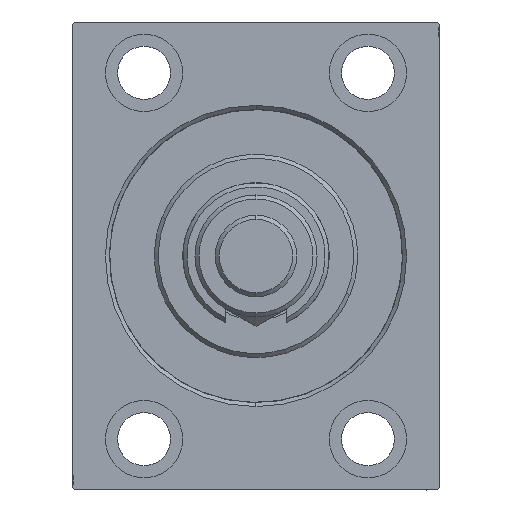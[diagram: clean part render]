
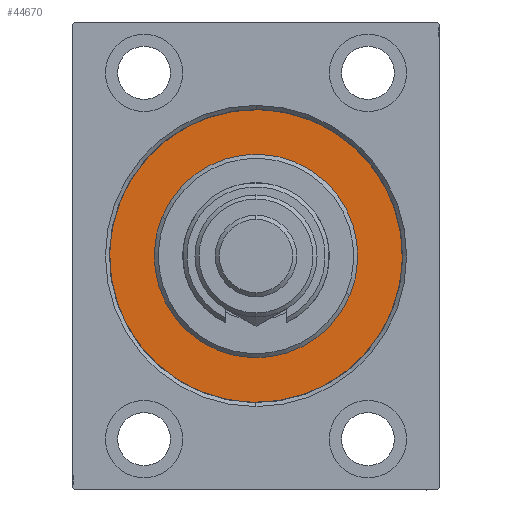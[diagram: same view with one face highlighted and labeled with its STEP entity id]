
A CAD part, left-side view. The second image highlights one B-rep face of the part: STEP entity #44670.
In plain terms, the highlighted face is planar.
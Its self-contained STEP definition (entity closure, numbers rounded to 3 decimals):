
#65 = VERTEX_POINT ( 'NONE', #2477 ) ;
#355 = DIRECTION ( 'NONE',  ( 0., 0., -1. ) ) ;
#2477 = CARTESIAN_POINT ( 'NONE',  ( 0., 0., 25. ) ) ;
#2532 = ORIENTED_EDGE ( 'NONE', *, *, #34115, .F. ) ;
#5514 = CARTESIAN_POINT ( 'NONE',  ( 0., 0., -36. ) ) ;
#6994 = CARTESIAN_POINT ( 'NONE',  ( 0., 0., 0. ) ) ;
#8158 = CARTESIAN_POINT ( 'NONE',  ( 0., 0., 0. ) ) ;
#8483 = DIRECTION ( 'NONE',  ( 1., 0., 0. ) ) ;
#10200 = CIRCLE ( 'NONE', #11712, 25. ) ;
#11149 = CIRCLE ( 'NONE', #17206, 36. ) ;
#11712 = AXIS2_PLACEMENT_3D ( 'NONE', #26446, #8483, #33322 ) ;
#12247 = VERTEX_POINT ( 'NONE', #38653 ) ;
#13074 = CIRCLE ( 'NONE', #13811, 25. ) ;
#13811 = AXIS2_PLACEMENT_3D ( 'NONE', #8158, #32768, #355 ) ;
#14304 = ORIENTED_EDGE ( 'NONE', *, *, #28127, .F. ) ;
#14856 = ORIENTED_EDGE ( 'NONE', *, *, #16917, .F. ) ;
#16777 = DIRECTION ( 'NONE',  ( -1., 0., 0. ) ) ;
#16917 = EDGE_CURVE ( 'NONE', #12247, #17242, #11149, .T. ) ;
#17168 = FACE_BOUND ( 'NONE', #39422, .T. ) ;
#17206 = AXIS2_PLACEMENT_3D ( 'NONE', #37545, #23367, #40860 ) ;
#17242 = VERTEX_POINT ( 'NONE', #5514 ) ;
#18807 = FACE_OUTER_BOUND ( 'NONE', #43244, .T. ) ;
#20703 = ORIENTED_EDGE ( 'NONE', *, *, #39951, .F. ) ;
#21013 = DIRECTION ( 'NONE',  ( 0., 0., 1. ) ) ;
#23367 = DIRECTION ( 'NONE',  ( -1., 0., 0. ) ) ;
#26446 = CARTESIAN_POINT ( 'NONE',  ( 0., 0., 0. ) ) ;
#27393 = AXIS2_PLACEMENT_3D ( 'NONE', #46311, #16777, #21013 ) ;
#28127 = EDGE_CURVE ( 'NONE', #17242, #12247, #42465, .T. ) ;
#28693 = CARTESIAN_POINT ( 'NONE',  ( 0., 0., -25. ) ) ;
#32634 = AXIS2_PLACEMENT_3D ( 'NONE', #6994, #39621, #33004 ) ;
#32768 = DIRECTION ( 'NONE',  ( 1., 0., 0. ) ) ;
#33004 = DIRECTION ( 'NONE',  ( 0., 0., 1. ) ) ;
#33237 = PLANE ( 'NONE',  #32634 ) ;
#33322 = DIRECTION ( 'NONE',  ( 0., 0., -1. ) ) ;
#34115 = EDGE_CURVE ( 'NONE', #65, #46790, #13074, .T. ) ;
#37545 = CARTESIAN_POINT ( 'NONE',  ( 0., 0., 0. ) ) ;
#38653 = CARTESIAN_POINT ( 'NONE',  ( 0., 0., 36. ) ) ;
#39422 = EDGE_LOOP ( 'NONE', ( #2532, #20703 ) ) ;
#39621 = DIRECTION ( 'NONE',  ( -1., 0., 0. ) ) ;
#39951 = EDGE_CURVE ( 'NONE', #46790, #65, #10200, .T. ) ;
#40860 = DIRECTION ( 'NONE',  ( 0., 0., 1. ) ) ;
#42465 = CIRCLE ( 'NONE', #27393, 36. ) ;
#43244 = EDGE_LOOP ( 'NONE', ( #14304, #14856 ) ) ;
#44670 = ADVANCED_FACE ( 'NONE', ( #17168, #18807 ), #33237, .F. ) ;
#46311 = CARTESIAN_POINT ( 'NONE',  ( 0., 0., 0. ) ) ;
#46790 = VERTEX_POINT ( 'NONE', #28693 ) ;
